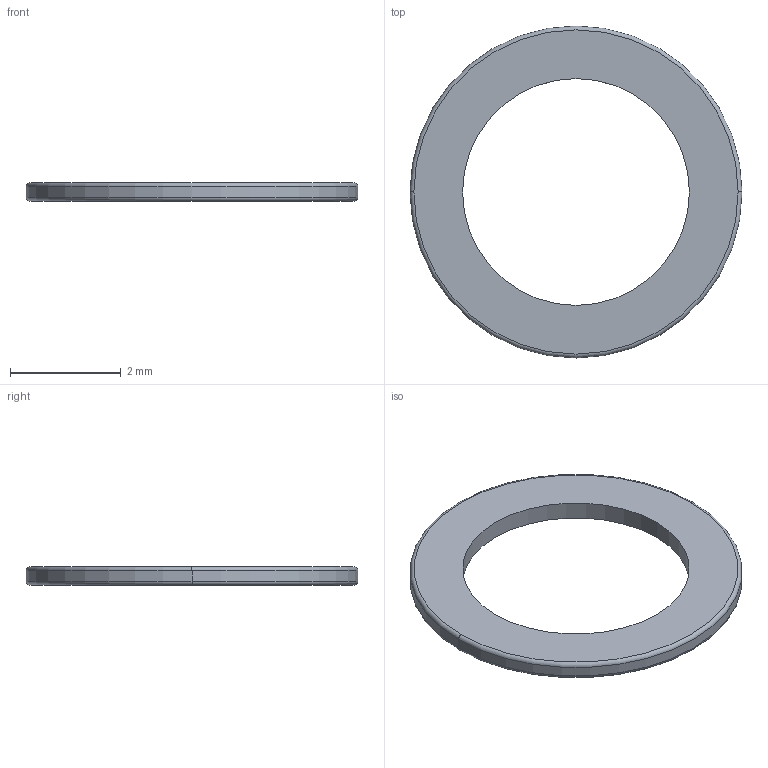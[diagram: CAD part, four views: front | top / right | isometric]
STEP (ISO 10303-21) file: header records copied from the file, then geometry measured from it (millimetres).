
FILE_DESCRIPTION((''),'2;1');
FILE_NAME('MOTOR_PODLOZKA','2022-02-19T21:19:46',('BenoVidla'),(''),'CREO PARAMETRIC BY PTC INC, 2021063','CREO PARAMETRIC BY PTC INC, 2021063','');
FILE_SCHEMA(('AP242_MANAGED_MODEL_BASED_3D_ENGINEERING_MIM_LF { 1 0 10303 442 1 1 4 }'));
Length unit declared in the file: millimetre
Products named in the file (1): MOTOR_PODLOZKA
Bounding box: 6 x 6 x 0.33 mm (x, y, z)
Volume: 4.9 mm3; surface area: 39.5 mm2
Topology: 1 solids, 1 shells, 10 faces, 21 edges, 14 vertices
Faces by surface type: cylinder 4, torus 4, plane 2
Entity records: 436 total; most frequent: DIRECTION 65, CARTESIAN_POINT 49, ORIENTED_EDGE 40, AXIS2_PLACEMENT_3D 30, EDGE_CURVE 20, CIRCLE 16, VERTEX_POINT 12, EDGE_LOOP 12
